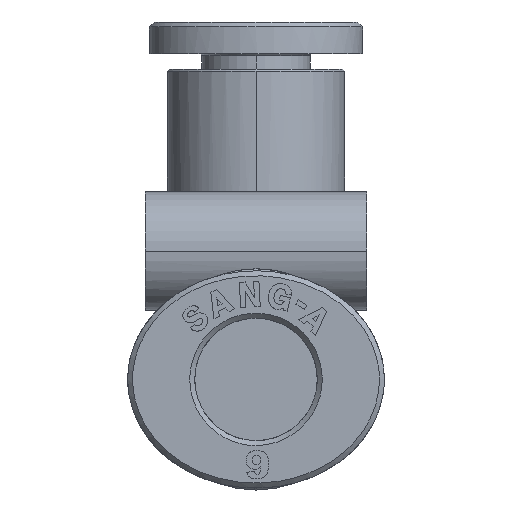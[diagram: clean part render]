
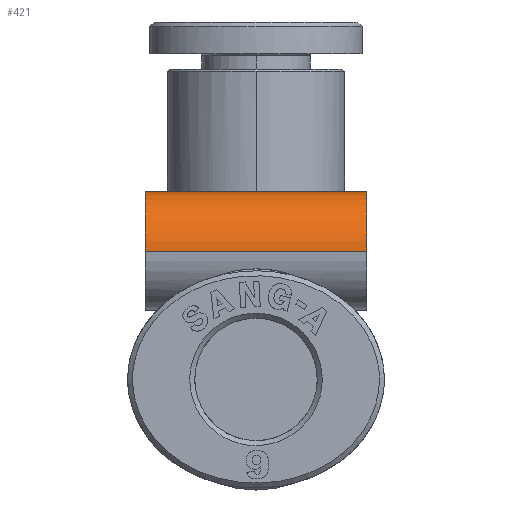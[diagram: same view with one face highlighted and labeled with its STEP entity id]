
A CAD part, left-side view. The second image highlights one B-rep face of the part: STEP entity #421.
In plain terms, the highlighted cylindrical face has radius 3 mm (diameter 6 mm), a partial arc.
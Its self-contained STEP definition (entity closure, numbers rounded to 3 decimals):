
#278=CARTESIAN_POINT('',(-10.9,0.0,7.65));
#279=DIRECTION('',(0.0,1.0,0.0));
#280=DIRECTION('',(1.0,0.0,0.0));
#281=AXIS2_PLACEMENT_3D('',#278,#279,#280);
#282=CYLINDRICAL_SURFACE('',#281,3.0);
#283=CARTESIAN_POINT('',(-7.9,5.6,7.65));
#284=VERTEX_POINT('',#283);
#285=CARTESIAN_POINT('',(-7.9,3.034,7.65));
#286=VERTEX_POINT('',#285);
#287=CARTESIAN_POINT('',(-7.9,5.6,7.65));
#288=DIRECTION('',(0.0,-1.0,0.0));
#289=VECTOR('',#288,2.566);
#290=LINE('',#287,#289);
#291=EDGE_CURVE('',#284,#286,#290,.T.);
#292=ORIENTED_EDGE('',*,*,#291,.F.);
#293=CARTESIAN_POINT('',(-13.9,5.6,7.65));
#294=VERTEX_POINT('',#293);
#295=CARTESIAN_POINT('',(-10.9,5.6,7.65));
#296=DIRECTION('',(0.0,-1.0,0.0));
#297=DIRECTION('',(1.0,0.0,0.0));
#298=AXIS2_PLACEMENT_3D('',#295,#296,#297);
#299=CIRCLE('',#298,3.0);
#300=EDGE_CURVE('',#284,#294,#299,.T.);
#301=ORIENTED_EDGE('',*,*,#300,.T.);
#302=CARTESIAN_POINT('',(-13.9,-5.6,7.65));
#303=VERTEX_POINT('',#302);
#304=CARTESIAN_POINT('',(-13.9,5.6,7.65));
#305=DIRECTION('',(0.0,-1.0,0.0));
#306=VECTOR('',#305,11.2);
#307=LINE('',#304,#306);
#308=EDGE_CURVE('',#294,#303,#307,.T.);
#309=ORIENTED_EDGE('',*,*,#308,.T.);
#310=CARTESIAN_POINT('',(-7.9,-5.6,7.65));
#311=VERTEX_POINT('',#310);
#312=CARTESIAN_POINT('',(-10.9,-5.6,7.65));
#313=DIRECTION('',(0.0,1.0,0.0));
#314=DIRECTION('',(1.0,0.0,0.0));
#315=AXIS2_PLACEMENT_3D('',#312,#313,#314);
#316=CIRCLE('',#315,3.0);
#317=EDGE_CURVE('',#303,#311,#316,.T.);
#318=ORIENTED_EDGE('',*,*,#317,.T.);
#319=CARTESIAN_POINT('',(-7.9,-3.034,7.65));
#320=VERTEX_POINT('',#319);
#321=CARTESIAN_POINT('',(-7.9,-3.034,7.65));
#322=DIRECTION('',(0.0,-1.0,0.0));
#323=VECTOR('',#322,2.566);
#324=LINE('',#321,#323);
#325=EDGE_CURVE('',#320,#311,#324,.T.);
#326=ORIENTED_EDGE('',*,*,#325,.F.);
#327=CARTESIAN_POINT('',(-7.9,-3.066,7.679));
#328=VERTEX_POINT('',#327);
#329=CARTESIAN_POINT('',(-7.9,-3.066,7.679));
#330=CARTESIAN_POINT('',(-7.9,-3.055,7.669));
#331=CARTESIAN_POINT('',(-7.9,-3.044,7.66));
#332=CARTESIAN_POINT('',(-7.9,-3.034,7.65));
#333=B_SPLINE_CURVE_WITH_KNOTS('',3,(#329,#330,#331,#332),.UNSPECIFIED.,.F.,.U.,(4,4),(8.391,8.434),.UNSPECIFIED.);
#334=EDGE_CURVE('',#328,#320,#333,.T.);
#335=ORIENTED_EDGE('',*,*,#334,.F.);
#336=CARTESIAN_POINT('',(-7.97,-3.29,8.293));
#337=VERTEX_POINT('',#336);
#338=CARTESIAN_POINT('',(-7.97,-3.29,8.293));
#339=CARTESIAN_POINT('',(-7.956,-3.303,8.23));
#340=CARTESIAN_POINT('',(-7.944,-3.306,8.166));
#341=CARTESIAN_POINT('',(-7.924,-3.29,8.037));
#342=CARTESIAN_POINT('',(-7.917,-3.271,7.975));
#343=CARTESIAN_POINT('',(-7.904,-3.201,7.826));
#344=CARTESIAN_POINT('',(-7.901,-3.139,7.747));
#345=CARTESIAN_POINT('',(-7.9,-3.066,7.679));
#346=B_SPLINE_CURVE_WITH_KNOTS('',3,(#338,#339,#340,#341,#342,#343,#344,#345),.UNSPECIFIED.,.F.,.U.,(4,2,2,4),(-0.695,-0.496,-0.3,0.),.UNSPECIFIED.);
#347=EDGE_CURVE('',#337,#328,#346,.T.);
#348=ORIENTED_EDGE('',*,*,#347,.F.);
#349=CARTESIAN_POINT('',(-9.4,0.0,10.248));
#350=VERTEX_POINT('',#349);
#351=CARTESIAN_POINT('',(-9.4,0.0,10.248));
#352=CARTESIAN_POINT('',(-9.4,-0.207,10.248));
#353=CARTESIAN_POINT('',(-9.385,-0.422,10.24));
#354=CARTESIAN_POINT('',(-9.324,-0.852,10.203));
#355=CARTESIAN_POINT('',(-9.277,-1.067,10.174));
#356=CARTESIAN_POINT('',(-9.154,-1.482,10.091));
#357=CARTESIAN_POINT('',(-9.079,-1.682,10.036));
#358=CARTESIAN_POINT('',(-8.909,-2.055,9.897));
#359=CARTESIAN_POINT('',(-8.815,-2.227,9.811));
#360=CARTESIAN_POINT('',(-8.646,-2.498,9.632));
#361=CARTESIAN_POINT('',(-8.563,-2.617,9.536));
#362=CARTESIAN_POINT('',(-8.401,-2.83,9.316));
#363=CARTESIAN_POINT('',(-8.323,-2.923,9.192));
#364=CARTESIAN_POINT('',(-8.205,-3.055,8.973));
#365=CARTESIAN_POINT('',(-8.156,-3.107,8.868));
#366=CARTESIAN_POINT('',(-8.067,-3.197,8.644));
#367=CARTESIAN_POINT('',(-8.028,-3.236,8.525));
#368=CARTESIAN_POINT('',(-7.986,-3.275,8.366));
#369=CARTESIAN_POINT('',(-7.978,-3.283,8.33));
#370=CARTESIAN_POINT('',(-7.97,-3.29,8.293));
#371=B_SPLINE_CURVE_WITH_KNOTS('',3,(#351,#352,#353,#354,#355,#356,#357,#358,#359,#360,#361,#362,#363,#364,#365,#366,#367,#368,#369,#370),.UNSPECIFIED.,.F.,.U.,(4,2,2,2,2,2,2,2,2,4),(0.0,0.621,1.242,1.864,2.485,2.961,3.438,3.804,4.17,4.277),.UNSPECIFIED.);
#372=EDGE_CURVE('',#350,#337,#371,.T.);
#373=ORIENTED_EDGE('',*,*,#372,.F.);
#374=CARTESIAN_POINT('',(-7.97,3.29,8.293));
#375=VERTEX_POINT('',#374);
#376=CARTESIAN_POINT('',(-7.97,3.29,8.293));
#377=CARTESIAN_POINT('',(-7.978,3.283,8.33));
#378=CARTESIAN_POINT('',(-7.986,3.275,8.366));
#379=CARTESIAN_POINT('',(-8.028,3.236,8.525));
#380=CARTESIAN_POINT('',(-8.067,3.197,8.644));
#381=CARTESIAN_POINT('',(-8.156,3.107,8.868));
#382=CARTESIAN_POINT('',(-8.205,3.055,8.973));
#383=CARTESIAN_POINT('',(-8.323,2.923,9.192));
#384=CARTESIAN_POINT('',(-8.401,2.83,9.316));
#385=CARTESIAN_POINT('',(-8.563,2.617,9.536));
#386=CARTESIAN_POINT('',(-8.646,2.498,9.632));
#387=CARTESIAN_POINT('',(-8.815,2.227,9.811));
#388=CARTESIAN_POINT('',(-8.909,2.055,9.897));
#389=CARTESIAN_POINT('',(-9.079,1.682,10.036));
#390=CARTESIAN_POINT('',(-9.154,1.482,10.091));
#391=CARTESIAN_POINT('',(-9.277,1.067,10.174));
#392=CARTESIAN_POINT('',(-9.324,0.852,10.203));
#393=CARTESIAN_POINT('',(-9.385,0.422,10.24));
#394=CARTESIAN_POINT('',(-9.4,0.207,10.248));
#395=CARTESIAN_POINT('',(-9.4,0.0,10.248));
#396=B_SPLINE_CURVE_WITH_KNOTS('',3,(#376,#377,#378,#379,#380,#381,#382,#383,#384,#385,#386,#387,#388,#389,#390,#391,#392,#393,#394,#395),.UNSPECIFIED.,.F.,.U.,(4,2,2,2,2,2,2,2,2,4),(-4.277,-4.17,-3.804,-3.438,-2.961,-2.485,-1.864,-1.242,-0.621,0.0),.UNSPECIFIED.);
#397=EDGE_CURVE('',#375,#350,#396,.T.);
#398=ORIENTED_EDGE('',*,*,#397,.F.);
#399=CARTESIAN_POINT('',(-7.9,3.066,7.679));
#400=VERTEX_POINT('',#399);
#401=CARTESIAN_POINT('',(-7.9,3.066,7.679));
#402=CARTESIAN_POINT('',(-7.901,3.123,7.732));
#403=CARTESIAN_POINT('',(-7.903,3.174,7.793));
#404=CARTESIAN_POINT('',(-7.912,3.251,7.923));
#405=CARTESIAN_POINT('',(-7.919,3.278,7.991));
#406=CARTESIAN_POINT('',(-7.939,3.307,8.139));
#407=CARTESIAN_POINT('',(-7.953,3.306,8.217));
#408=CARTESIAN_POINT('',(-7.97,3.29,8.293));
#409=B_SPLINE_CURVE_WITH_KNOTS('',3,(#401,#402,#403,#404,#405,#406,#407,#408),.UNSPECIFIED.,.F.,.U.,(4,2,2,4),(-0.693,-0.459,-0.238,0.0),.UNSPECIFIED.);
#410=EDGE_CURVE('',#400,#375,#409,.T.);
#411=ORIENTED_EDGE('',*,*,#410,.F.);
#412=CARTESIAN_POINT('',(-7.9,3.034,7.65));
#413=CARTESIAN_POINT('',(-7.9,3.044,7.66));
#414=CARTESIAN_POINT('',(-7.9,3.055,7.669));
#415=CARTESIAN_POINT('',(-7.9,3.066,7.679));
#416=B_SPLINE_CURVE_WITH_KNOTS('',3,(#412,#413,#414,#415),.UNSPECIFIED.,.F.,.U.,(4,4),(14.938,14.981),.UNSPECIFIED.);
#417=EDGE_CURVE('',#286,#400,#416,.T.);
#418=ORIENTED_EDGE('',*,*,#417,.F.);
#419=EDGE_LOOP('',(#292,#301,#309,#318,#326,#335,#348,#373,#398,#411,#418));
#420=FACE_OUTER_BOUND('',#419,.T.);
#421=ADVANCED_FACE('',(#420),#282,.T.);
